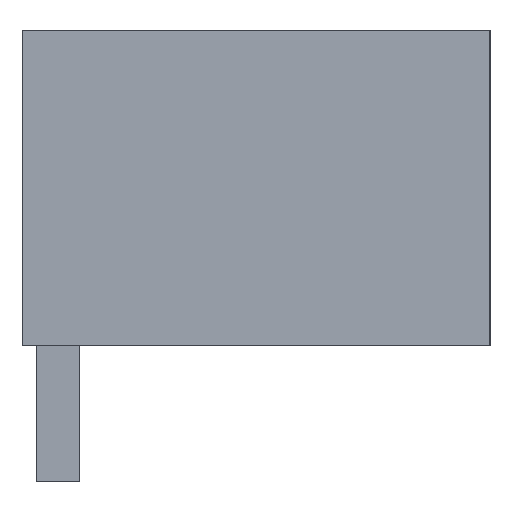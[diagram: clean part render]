
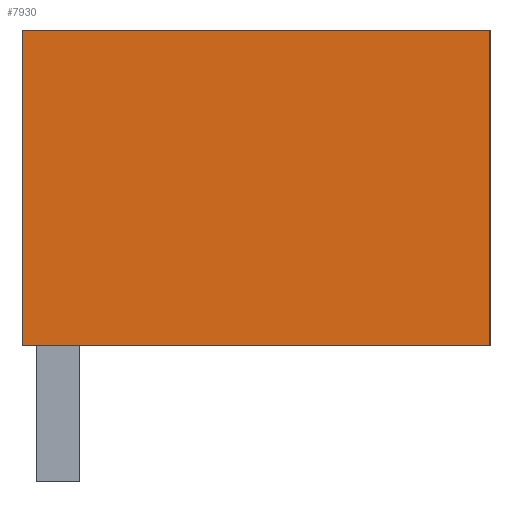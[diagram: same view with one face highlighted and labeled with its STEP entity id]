
A CAD part, left-side view. The second image highlights one B-rep face of the part: STEP entity #7930.
In plain terms, the highlighted planar face has unit normal (-1, 0, 0).
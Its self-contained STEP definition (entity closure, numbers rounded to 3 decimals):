
#7917=AXIS2_PLACEMENT_3D('Plane Axis2P3D',#7914,#7915,#7916) ;
#2642=CARTESIAN_POINT('Vertex',(0.,11.05,3.2)) ;
#2645=CARTESIAN_POINT('Line Origine',(0.,11.05,6.925)) ;
#2649=CARTESIAN_POINT('Vertex',(0.,11.05,10.65)) ;
#3191=CARTESIAN_POINT('Line Origine',(0.,5.525,3.2)) ;
#3195=CARTESIAN_POINT('Vertex',(0.,0.,3.2)) ;
#6503=CARTESIAN_POINT('Line Origine',(0.,5.525,10.65)) ;
#6507=CARTESIAN_POINT('Vertex',(0.,0.,10.65)) ;
#7914=CARTESIAN_POINT('Axis2P3D Location',(0.,11.05,0.)) ;
#7919=CARTESIAN_POINT('Line Origine',(0.,0.,6.925)) ;
#2646=DIRECTION('Vector Direction',(0.,0.,-1.)) ;
#3192=DIRECTION('Vector Direction',(0.,1.,0.)) ;
#6504=DIRECTION('Vector Direction',(0.,-1.,0.)) ;
#7915=DIRECTION('Axis2P3D Direction',(-1.,0.,0.)) ;
#7916=DIRECTION('Axis2P3D XDirection',(0.,-1.,0.)) ;
#7920=DIRECTION('Vector Direction',(0.,0.,1.)) ;
#2647=VECTOR('Line Direction',#2646,1.) ;
#3193=VECTOR('Line Direction',#3192,1.) ;
#6505=VECTOR('Line Direction',#6504,1.) ;
#7921=VECTOR('Line Direction',#7920,1.) ;
#7925=ORIENTED_EDGE('',*,*,#2651,.T.) ;
#7926=ORIENTED_EDGE('',*,*,#3197,.T.) ;
#7927=ORIENTED_EDGE('',*,*,#7923,.T.) ;
#7928=ORIENTED_EDGE('',*,*,#6509,.T.) ;
#7930=ADVANCED_FACE('HOUSING',(#7929),#7918,.T.) ;
#2651=EDGE_CURVE('',#2650,#2643,#2648,.T.) ;
#3197=EDGE_CURVE('',#2643,#3196,#3194,.F.) ;
#6509=EDGE_CURVE('',#6508,#2650,#6506,.F.) ;
#7923=EDGE_CURVE('',#3196,#6508,#7922,.T.) ;
#7924=EDGE_LOOP('',(#7925,#7926,#7927,#7928)) ;
#7929=FACE_OUTER_BOUND('',#7924,.T.) ;
#2648=LINE('Line',#2645,#2647) ;
#3194=LINE('Line',#3191,#3193) ;
#6506=LINE('Line',#6503,#6505) ;
#7922=LINE('Line',#7919,#7921) ;
#7918=PLANE('',#7917) ;
#2643=VERTEX_POINT('',#2642) ;
#2650=VERTEX_POINT('',#2649) ;
#3196=VERTEX_POINT('',#3195) ;
#6508=VERTEX_POINT('',#6507) ;
